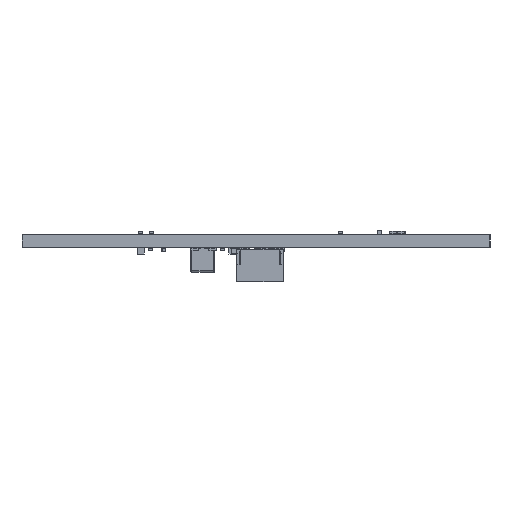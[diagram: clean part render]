
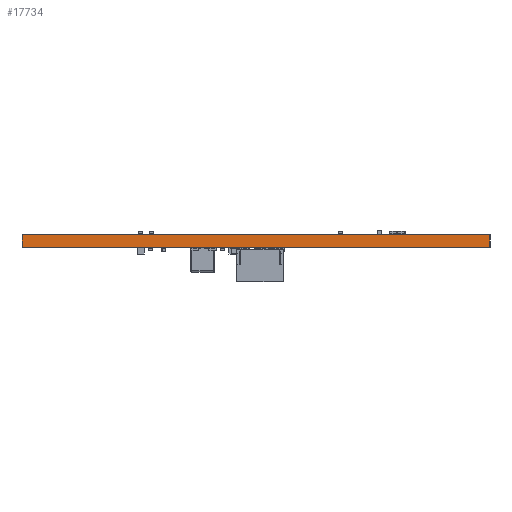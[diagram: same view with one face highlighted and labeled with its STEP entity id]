
A CAD part, left-side view. The second image highlights one B-rep face of the part: STEP entity #17734.
In plain terms, the highlighted planar face has unit normal (-1, 0, 0).
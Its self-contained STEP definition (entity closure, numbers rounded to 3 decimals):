
#17734 = ADVANCED_FACE('',(#17735),#17749,.F.);
#17735 = FACE_BOUND('',#17736,.F.);
#17736 = EDGE_LOOP('',(#17737,#17772,#17800,#17828));
#17737 = ORIENTED_EDGE('',*,*,#17738,.T.);
#17738 = EDGE_CURVE('',#17739,#17741,#17743,.T.);
#17739 = VERTEX_POINT('',#17740);
#17740 = CARTESIAN_POINT('',(113.,-70.,0.));
#17741 = VERTEX_POINT('',#17742);
#17742 = CARTESIAN_POINT('',(113.,-70.,1.6));
#17743 = SURFACE_CURVE('',#17744,(#17748,#17760),.PCURVE_S1.);
#17744 = LINE('',#17745,#17746);
#17745 = CARTESIAN_POINT('',(113.,-70.,0.));
#17746 = VECTOR('',#17747,1.);
#17747 = DIRECTION('',(0.,0.,1.));
#17748 = PCURVE('',#17749,#17754);
#17749 = PLANE('',#17750);
#17750 = AXIS2_PLACEMENT_3D('',#17751,#17752,#17753);
#17751 = CARTESIAN_POINT('',(113.,-70.,0.));
#17752 = DIRECTION('',(1.,0.,-0.));
#17753 = DIRECTION('',(0.,-1.,0.));
#17754 = DEFINITIONAL_REPRESENTATION('',(#17755),#17759);
#17755 = LINE('',#17756,#17757);
#17756 = CARTESIAN_POINT('',(0.,0.));
#17757 = VECTOR('',#17758,1.);
#17758 = DIRECTION('',(0.,-1.));
#17759 = ( GEOMETRIC_REPRESENTATION_CONTEXT(2) 
PARAMETRIC_REPRESENTATION_CONTEXT() REPRESENTATION_CONTEXT('2D SPACE',''
  ) );
#17760 = PCURVE('',#17761,#17766);
#17761 = PLANE('',#17762);
#17762 = AXIS2_PLACEMENT_3D('',#17763,#17764,#17765);
#17763 = CARTESIAN_POINT('',(176.975,-70.,0.));
#17764 = DIRECTION('',(0.,-1.,0.));
#17765 = DIRECTION('',(-1.,0.,0.));
#17766 = DEFINITIONAL_REPRESENTATION('',(#17767),#17771);
#17767 = LINE('',#17768,#17769);
#17768 = CARTESIAN_POINT('',(63.975,0.));
#17769 = VECTOR('',#17770,1.);
#17770 = DIRECTION('',(0.,-1.));
#17771 = ( GEOMETRIC_REPRESENTATION_CONTEXT(2) 
PARAMETRIC_REPRESENTATION_CONTEXT() REPRESENTATION_CONTEXT('2D SPACE',''
  ) );
#17772 = ORIENTED_EDGE('',*,*,#17773,.T.);
#17773 = EDGE_CURVE('',#17741,#17774,#17776,.T.);
#17774 = VERTEX_POINT('',#17775);
#17775 = CARTESIAN_POINT('',(113.,-128.,1.6));
#17776 = SURFACE_CURVE('',#17777,(#17781,#17788),.PCURVE_S1.);
#17777 = LINE('',#17778,#17779);
#17778 = CARTESIAN_POINT('',(113.,-70.,1.6));
#17779 = VECTOR('',#17780,1.);
#17780 = DIRECTION('',(0.,-1.,0.));
#17781 = PCURVE('',#17749,#17782);
#17782 = DEFINITIONAL_REPRESENTATION('',(#17783),#17787);
#17783 = LINE('',#17784,#17785);
#17784 = CARTESIAN_POINT('',(0.,-1.6));
#17785 = VECTOR('',#17786,1.);
#17786 = DIRECTION('',(1.,0.));
#17787 = ( GEOMETRIC_REPRESENTATION_CONTEXT(2) 
PARAMETRIC_REPRESENTATION_CONTEXT() REPRESENTATION_CONTEXT('2D SPACE',''
  ) );
#17788 = PCURVE('',#17789,#17794);
#17789 = PLANE('',#17790);
#17790 = AXIS2_PLACEMENT_3D('',#17791,#17792,#17793);
#17791 = CARTESIAN_POINT('',(144.988,-99.,1.6));
#17792 = DIRECTION('',(0.,0.,1.));
#17793 = DIRECTION('',(1.,0.,-0.));
#17794 = DEFINITIONAL_REPRESENTATION('',(#17795),#17799);
#17795 = LINE('',#17796,#17797);
#17796 = CARTESIAN_POINT('',(-31.988,29.));
#17797 = VECTOR('',#17798,1.);
#17798 = DIRECTION('',(0.,-1.));
#17799 = ( GEOMETRIC_REPRESENTATION_CONTEXT(2) 
PARAMETRIC_REPRESENTATION_CONTEXT() REPRESENTATION_CONTEXT('2D SPACE',''
  ) );
#17800 = ORIENTED_EDGE('',*,*,#17801,.F.);
#17801 = EDGE_CURVE('',#17802,#17774,#17804,.T.);
#17802 = VERTEX_POINT('',#17803);
#17803 = CARTESIAN_POINT('',(113.,-128.,0.));
#17804 = SURFACE_CURVE('',#17805,(#17809,#17816),.PCURVE_S1.);
#17805 = LINE('',#17806,#17807);
#17806 = CARTESIAN_POINT('',(113.,-128.,0.));
#17807 = VECTOR('',#17808,1.);
#17808 = DIRECTION('',(0.,0.,1.));
#17809 = PCURVE('',#17749,#17810);
#17810 = DEFINITIONAL_REPRESENTATION('',(#17811),#17815);
#17811 = LINE('',#17812,#17813);
#17812 = CARTESIAN_POINT('',(58.,0.));
#17813 = VECTOR('',#17814,1.);
#17814 = DIRECTION('',(0.,-1.));
#17815 = ( GEOMETRIC_REPRESENTATION_CONTEXT(2) 
PARAMETRIC_REPRESENTATION_CONTEXT() REPRESENTATION_CONTEXT('2D SPACE',''
  ) );
#17816 = PCURVE('',#17817,#17822);
#17817 = PLANE('',#17818);
#17818 = AXIS2_PLACEMENT_3D('',#17819,#17820,#17821);
#17819 = CARTESIAN_POINT('',(113.,-128.,0.));
#17820 = DIRECTION('',(0.,1.,0.));
#17821 = DIRECTION('',(1.,0.,0.));
#17822 = DEFINITIONAL_REPRESENTATION('',(#17823),#17827);
#17823 = LINE('',#17824,#17825);
#17824 = CARTESIAN_POINT('',(0.,0.));
#17825 = VECTOR('',#17826,1.);
#17826 = DIRECTION('',(0.,-1.));
#17827 = ( GEOMETRIC_REPRESENTATION_CONTEXT(2) 
PARAMETRIC_REPRESENTATION_CONTEXT() REPRESENTATION_CONTEXT('2D SPACE',''
  ) );
#17828 = ORIENTED_EDGE('',*,*,#17829,.F.);
#17829 = EDGE_CURVE('',#17739,#17802,#17830,.T.);
#17830 = SURFACE_CURVE('',#17831,(#17835,#17842),.PCURVE_S1.);
#17831 = LINE('',#17832,#17833);
#17832 = CARTESIAN_POINT('',(113.,-70.,0.));
#17833 = VECTOR('',#17834,1.);
#17834 = DIRECTION('',(0.,-1.,0.));
#17835 = PCURVE('',#17749,#17836);
#17836 = DEFINITIONAL_REPRESENTATION('',(#17837),#17841);
#17837 = LINE('',#17838,#17839);
#17838 = CARTESIAN_POINT('',(0.,0.));
#17839 = VECTOR('',#17840,1.);
#17840 = DIRECTION('',(1.,0.));
#17841 = ( GEOMETRIC_REPRESENTATION_CONTEXT(2) 
PARAMETRIC_REPRESENTATION_CONTEXT() REPRESENTATION_CONTEXT('2D SPACE',''
  ) );
#17842 = PCURVE('',#17843,#17848);
#17843 = PLANE('',#17844);
#17844 = AXIS2_PLACEMENT_3D('',#17845,#17846,#17847);
#17845 = CARTESIAN_POINT('',(144.988,-99.,0.));
#17846 = DIRECTION('',(0.,0.,1.));
#17847 = DIRECTION('',(1.,0.,-0.));
#17848 = DEFINITIONAL_REPRESENTATION('',(#17849),#17853);
#17849 = LINE('',#17850,#17851);
#17850 = CARTESIAN_POINT('',(-31.988,29.));
#17851 = VECTOR('',#17852,1.);
#17852 = DIRECTION('',(0.,-1.));
#17853 = ( GEOMETRIC_REPRESENTATION_CONTEXT(2) 
PARAMETRIC_REPRESENTATION_CONTEXT() REPRESENTATION_CONTEXT('2D SPACE',''
  ) );
